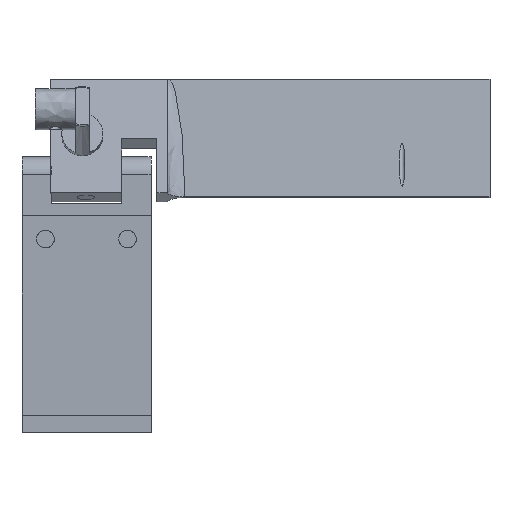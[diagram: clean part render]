
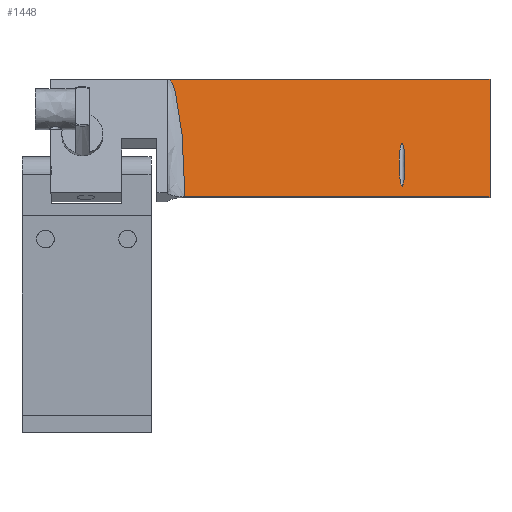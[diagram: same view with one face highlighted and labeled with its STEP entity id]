
A CAD part, left-side view. The second image highlights one B-rep face of the part: STEP entity #1448.
In plain terms, the highlighted free-form (B-spline) face has degree [1, 1] with [2, 2] control points.
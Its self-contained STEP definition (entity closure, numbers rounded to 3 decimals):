
#1025 = VERTEX_POINT('',#1026);
#1026 = CARTESIAN_POINT('',(13.64,-58.666,
    57.633));
#1054 = EDGE_CURVE('',#1025,#1025,#1055,.T.);
#1055 = ( BOUNDED_CURVE() B_SPLINE_CURVE(2,(#1056,#1057,#1058,#1059,
#1060,#1061,#1062),.UNSPECIFIED.,.T.,.F.) B_SPLINE_CURVE_WITH_KNOTS((3,2
    ,2,3),(3.142,5.236,7.33,9.425),
.PIECEWISE_BEZIER_KNOTS.) CURVE() GEOMETRIC_REPRESENTATION_ITEM() 
RATIONAL_B_SPLINE_CURVE((1.,0.5,1.,0.5,1.,0.5,1.)) REPRESENTATION_ITEM(
  '') );
#1056 = CARTESIAN_POINT('',(13.64,-58.666,
    57.633));
#1057 = CARTESIAN_POINT('',(13.64,-57.479,
    57.633));
#1058 = CARTESIAN_POINT('',(14.597,-58.072,
    65.119));
#1059 = CARTESIAN_POINT('',(15.553,-58.666,
    72.605));
#1060 = CARTESIAN_POINT('',(14.597,-59.259,
    65.119));
#1061 = CARTESIAN_POINT('',(13.64,-59.853,
    57.633));
#1062 = CARTESIAN_POINT('',(13.64,-58.666,
    57.633));
#1287 = VERTEX_POINT('',#1288);
#1288 = CARTESIAN_POINT('',(16.824,-4.398,
    82.555));
#1333 = VERTEX_POINT('',#1334);
#1334 = CARTESIAN_POINT('',(13.318,-7.939,
    55.107));
#1386 = EDGE_CURVE('',#1333,#1287,#1387,.T.);
#1387 = B_SPLINE_CURVE_WITH_KNOTS('',3,(#1388,#1389,#1390,#1391,#1392,
    #1393,#1394,#1395,#1396),.UNSPECIFIED.,.F.,.F.,(4,1,1,1,1,1,4),(
    0.262,1.16,1.76,2.059,
    2.209,2.284,2.312),.UNSPECIFIED.);
#1388 = CARTESIAN_POINT('',(13.318,-7.939,
    55.107));
#1389 = CARTESIAN_POINT('',(13.838,-7.897,
    59.182));
#1390 = CARTESIAN_POINT('',(14.706,-7.645,
    65.973));
#1391 = CARTESIAN_POINT('',(15.742,-6.828,
    74.085));
#1392 = CARTESIAN_POINT('',(16.341,-5.965,
    78.769));
#1393 = CARTESIAN_POINT('',(16.632,-5.279,
    81.053));
#1394 = CARTESIAN_POINT('',(16.765,-4.776,
    82.09));
#1395 = CARTESIAN_POINT('',(16.813,-4.488,
    82.464));
#1396 = CARTESIAN_POINT('',(16.824,-4.397,
    82.554));
#1448 = ADVANCED_FACE('',(#1449,#1471),#1474,.F.);
#1449 = FACE_BOUND('',#1450,.T.);
#1450 = EDGE_LOOP('',(#1451,#1452,#1459,#1466));
#1451 = ORIENTED_EDGE('',*,*,#1386,.F.);
#1452 = ORIENTED_EDGE('',*,*,#1453,.F.);
#1453 = EDGE_CURVE('',#1454,#1333,#1456,.T.);
#1454 = VERTEX_POINT('',#1455);
#1455 = CARTESIAN_POINT('',(13.318,-79.226,
    55.107));
#1456 = B_SPLINE_CURVE_WITH_KNOTS('',1,(#1457,#1458),.UNSPECIFIED.,.F.,
  .F.,(2,2),(-37.5,14.508),.PIECEWISE_BEZIER_KNOTS.);
#1457 = CARTESIAN_POINT('',(13.318,-79.226,
    55.107));
#1458 = CARTESIAN_POINT('',(13.318,-7.939,
    55.107));
#1459 = ORIENTED_EDGE('',*,*,#1460,.F.);
#1460 = EDGE_CURVE('',#1461,#1454,#1463,.T.);
#1461 = VERTEX_POINT('',#1462);
#1462 = CARTESIAN_POINT('',(16.824,-79.226,
    82.555));
#1463 = B_SPLINE_CURVE_WITH_KNOTS('',1,(#1464,#1465),.UNSPECIFIED.,.F.,
  .F.,(2,2),(-5.158,15.03),.PIECEWISE_BEZIER_KNOTS.);
#1464 = CARTESIAN_POINT('',(16.824,-79.226,
    82.555));
#1465 = CARTESIAN_POINT('',(13.318,-79.226,
    55.107));
#1466 = ORIENTED_EDGE('',*,*,#1467,.F.);
#1467 = EDGE_CURVE('',#1287,#1461,#1468,.T.);
#1468 = B_SPLINE_CURVE_WITH_KNOTS('',1,(#1469,#1470),.UNSPECIFIED.,.F.,
  .F.,(2,2),(20.409,75.),.PIECEWISE_BEZIER_KNOTS.);
#1469 = CARTESIAN_POINT('',(16.824,-4.398,
    82.555));
#1470 = CARTESIAN_POINT('',(16.824,-79.226,
    82.555));
#1471 = FACE_BOUND('',#1472,.T.);
#1472 = EDGE_LOOP('',(#1473));
#1473 = ORIENTED_EDGE('',*,*,#1054,.T.);
#1474 = B_SPLINE_SURFACE_WITH_KNOTS('',1,1,(
    (#1475,#1476)
    ,(#1477,#1478
    )),.UNSPECIFIED.,.F.,.F.,.F.,(2,2),(2,2),(0.,20.188),(0.,
    54.592),.PIECEWISE_BEZIER_KNOTS.);
#1475 = CARTESIAN_POINT('',(16.824,-79.226,
    82.555));
#1476 = CARTESIAN_POINT('',(16.824,-4.397,
    82.555));
#1477 = CARTESIAN_POINT('',(13.318,-79.226,
    55.107));
#1478 = CARTESIAN_POINT('',(13.318,-4.397,
    55.107));
